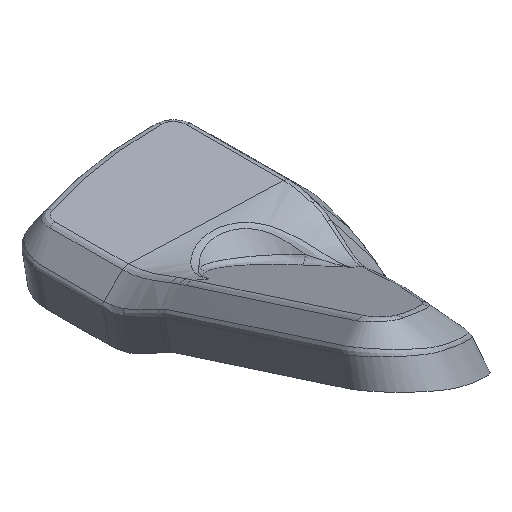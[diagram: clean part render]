
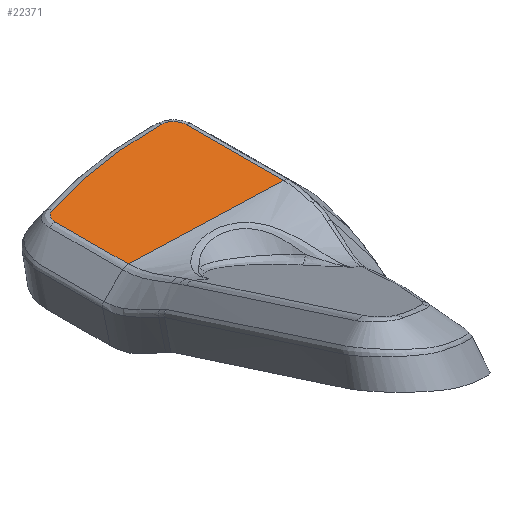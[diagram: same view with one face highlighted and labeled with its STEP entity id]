
A CAD part, isometric view. The second image highlights one B-rep face of the part: STEP entity #22371.
In plain terms, the highlighted planar face has unit normal (0, 0, 1).
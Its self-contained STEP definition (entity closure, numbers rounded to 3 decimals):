
#19746 = VERTEX_POINT('',#19747);
#19747 = CARTESIAN_POINT('',(50.497,-31.277,
    7.979));
#19783 = VERTEX_POINT('',#19784);
#19784 = CARTESIAN_POINT('',(50.315,32.56,
    7.979));
#19791 = EDGE_CURVE('',#19783,#19746,#19792,.T.);
#19792 = B_SPLINE_CURVE_WITH_KNOTS('',3,(#19793,#19794,#19795,#19796,
    #19797,#19798,#19799,#19800,#19801,#19802,#19803),.UNSPECIFIED.,.F.,
  .F.,(4,2,1,1,1,1,1,4),(0.,0.001,
    0.002,0.004,0.008,
    0.016,0.032,0.064),
  .UNSPECIFIED.);
#19793 = CARTESIAN_POINT('',(50.315,32.56,
    7.979));
#19794 = CARTESIAN_POINT('',(50.333,32.228,
    7.979));
#19795 = CARTESIAN_POINT('',(50.328,31.895,
    7.979));
#19796 = CARTESIAN_POINT('',(50.33,31.23,
    7.979));
#19797 = CARTESIAN_POINT('',(50.333,30.233,
    7.979));
#19798 = CARTESIAN_POINT('',(50.339,27.905,
    7.979));
#19799 = CARTESIAN_POINT('',(50.351,23.251,
    7.979));
#19800 = CARTESIAN_POINT('',(50.376,13.941,
    7.979));
#19801 = CARTESIAN_POINT('',(50.426,-4.678,
    7.979));
#19802 = CARTESIAN_POINT('',(50.468,-20.638,
    7.979));
#19803 = CARTESIAN_POINT('',(50.497,-31.277,
    7.979));
#19896 = VERTEX_POINT('',#19897);
#19897 = CARTESIAN_POINT('',(42.314,41.025,
    7.979));
#19904 = EDGE_CURVE('',#19896,#19783,#19905,.T.);
#19905 = B_SPLINE_CURVE_WITH_KNOTS('',3,(#19906,#19907,#19908,#19909,
    #19910,#19911,#19912,#19913,#19914,#19915,#19916,#19917,#19918,
    #19919,#19920,#19921,#19922,#19923,#19924,#19925),.UNSPECIFIED.,.F.,
  .F.,(4,2,2,2,2,2,2,2,2,4),(0.,0.001,
    0.002,0.003,0.005,
    0.006,0.008,0.01,
    0.011,0.013),.UNSPECIFIED.);
#19906 = CARTESIAN_POINT('',(42.314,41.025,
    7.979));
#19907 = CARTESIAN_POINT('',(42.584,41.022,
    7.979));
#19908 = CARTESIAN_POINT('',(42.855,41.006,
    7.979));
#19909 = CARTESIAN_POINT('',(43.388,40.938,
    7.979));
#19910 = CARTESIAN_POINT('',(43.651,40.89,
    7.979));
#19911 = CARTESIAN_POINT('',(44.427,40.703,
    7.979));
#19912 = CARTESIAN_POINT('',(44.929,40.525,
    7.979));
#19913 = CARTESIAN_POINT('',(45.903,40.063,
    7.979));
#19914 = CARTESIAN_POINT('',(46.36,39.786,
    7.979));
#19915 = CARTESIAN_POINT('',(47.208,39.15,
    7.979));
#19916 = CARTESIAN_POINT('',(47.602,38.789,
    7.979));
#19917 = CARTESIAN_POINT('',(48.322,37.987,
    7.979));
#19918 = CARTESIAN_POINT('',(48.638,37.558,
    7.979));
#19919 = CARTESIAN_POINT('',(49.19,36.652,
    7.979));
#19920 = CARTESIAN_POINT('',(49.428,36.174,
    7.979));
#19921 = CARTESIAN_POINT('',(49.827,35.174,
    7.979));
#19922 = CARTESIAN_POINT('',(49.983,34.664,
    7.979));
#19923 = CARTESIAN_POINT('',(50.213,33.627,
    7.979));
#19924 = CARTESIAN_POINT('',(50.287,33.099,
    7.979));
#19925 = CARTESIAN_POINT('',(50.315,32.56,
    7.979));
#20066 = VERTEX_POINT('',#20067);
#20067 = CARTESIAN_POINT('',(-42.705,28.112,
    7.979));
#20074 = EDGE_CURVE('',#20066,#19896,#20075,.T.);
#20075 = B_SPLINE_CURVE_WITH_KNOTS('',3,(#20076,#20077,#20078,#20079,
    #20080,#20081,#20082,#20083,#20084,#20085,#20086,#20087,#20088,
    #20089),.UNSPECIFIED.,.F.,.F.,(4,2,2,2,2,2,4),(0.,0.022
    ,0.043,0.054,0.059,
    0.065,0.086),.UNSPECIFIED.);
#20076 = CARTESIAN_POINT('',(-42.705,28.112,
    7.979));
#20077 = CARTESIAN_POINT('',(-35.835,30.322,
    7.979));
#20078 = CARTESIAN_POINT('',(-28.906,32.248,
    7.979));
#20079 = CARTESIAN_POINT('',(-14.929,35.541,
    7.979));
#20080 = CARTESIAN_POINT('',(-7.881,36.906,
    7.979));
#20081 = CARTESIAN_POINT('',(2.78,38.53,
    7.979));
#20082 = CARTESIAN_POINT('',(6.349,39.,
    7.979));
#20083 = CARTESIAN_POINT('',(11.725,39.598,
    7.979));
#20084 = CARTESIAN_POINT('',(13.52,39.779,
    7.979));
#20085 = CARTESIAN_POINT('',(17.112,40.105,
    7.979));
#20086 = CARTESIAN_POINT('',(18.908,40.25,
    7.979));
#20087 = CARTESIAN_POINT('',(27.895,40.884,
    7.979));
#20088 = CARTESIAN_POINT('',(35.098,41.1,
    7.979));
#20089 = CARTESIAN_POINT('',(42.314,41.025,
    7.979));
#20141 = VERTEX_POINT('',#20142);
#20142 = CARTESIAN_POINT('',(-48.473,20.127,
    7.979));
#20149 = EDGE_CURVE('',#20141,#20066,#20150,.T.);
#20150 = B_SPLINE_CURVE_WITH_KNOTS('',3,(#20151,#20152,#20153,#20154,
    #20155,#20156,#20157,#20158,#20159,#20160,#20161,#20162,#20163,
    #20164,#20165,#20166,#20167,#20168,#20169,#20170,#20171,#20172),
  .UNSPECIFIED.,.F.,.F.,(4,2,2,2,2,2,2,2,2,2,4),(0.,0.001,
    0.003,0.004,0.005,
    0.007,0.007,0.008,
    0.009,0.01,0.011),
  .UNSPECIFIED.);
#20151 = CARTESIAN_POINT('',(-48.473,20.127,
    7.979));
#20152 = CARTESIAN_POINT('',(-48.452,20.568,
    7.979));
#20153 = CARTESIAN_POINT('',(-48.401,21.003,
    7.979));
#20154 = CARTESIAN_POINT('',(-48.241,21.865,
    7.979));
#20155 = CARTESIAN_POINT('',(-48.131,22.293,
    7.979));
#20156 = CARTESIAN_POINT('',(-47.859,23.124,
    7.979));
#20157 = CARTESIAN_POINT('',(-47.695,23.528,
    7.979));
#20158 = CARTESIAN_POINT('',(-47.31,24.312,
    7.979));
#20159 = CARTESIAN_POINT('',(-47.086,24.694,
    7.979));
#20160 = CARTESIAN_POINT('',(-46.585,25.41,
    7.979));
#20161 = CARTESIAN_POINT('',(-46.309,25.746,
    7.979));
#20162 = CARTESIAN_POINT('',(-45.855,26.215,
    7.979));
#20163 = CARTESIAN_POINT('',(-45.697,26.365,
    7.979));
#20164 = CARTESIAN_POINT('',(-45.369,26.655,
    7.979));
#20165 = CARTESIAN_POINT('',(-45.197,26.794,
    7.979));
#20166 = CARTESIAN_POINT('',(-44.67,27.188,
    7.979));
#20167 = CARTESIAN_POINT('',(-44.302,27.419,
    7.979));
#20168 = CARTESIAN_POINT('',(-43.724,27.718,
    7.979));
#20169 = CARTESIAN_POINT('',(-43.527,27.809,
    7.979));
#20170 = CARTESIAN_POINT('',(-43.123,27.975,
    7.979));
#20171 = CARTESIAN_POINT('',(-42.915,28.045,
    7.979));
#20172 = CARTESIAN_POINT('',(-42.705,28.112,
    7.979));
#20321 = VERTEX_POINT('',#20322);
#20322 = CARTESIAN_POINT('',(-48.357,-27.644,
    7.979));
#20335 = EDGE_CURVE('',#20321,#20141,#20336,.T.);
#20336 = B_SPLINE_CURVE_WITH_KNOTS('',3,(#20337,#20338,#20339,#20340,
    #20341,#20342,#20343,#20344,#20345,#20346,#20347),.UNSPECIFIED.,.F.,
  .F.,(4,1,1,1,1,1,2,4),(0.,0.024,
    0.036,0.042,0.045,
    0.046,0.047,0.048),
  .UNSPECIFIED.);
#20337 = CARTESIAN_POINT('',(-48.357,-27.644,
    7.979));
#20338 = CARTESIAN_POINT('',(-48.378,-19.682,
    7.979));
#20339 = CARTESIAN_POINT('',(-48.41,-7.739,
    7.979));
#20340 = CARTESIAN_POINT('',(-48.447,6.194,
    7.979));
#20341 = CARTESIAN_POINT('',(-48.465,13.161,
    7.979));
#20342 = CARTESIAN_POINT('',(-48.475,16.644,
    7.979));
#20343 = CARTESIAN_POINT('',(-48.479,18.386,
    7.979));
#20344 = CARTESIAN_POINT('',(-48.481,19.132,
    7.979));
#20345 = CARTESIAN_POINT('',(-48.483,19.63,
    7.979));
#20346 = CARTESIAN_POINT('',(-48.485,19.879,
    7.979));
#20347 = CARTESIAN_POINT('',(-48.473,20.127,
    7.979));
#20560 = EDGE_CURVE('',#20561,#20321,#20563,.T.);
#20561 = VERTEX_POINT('',#20562);
#20562 = CARTESIAN_POINT('',(-48.359,-27.742,
    7.979));
#20563 = B_SPLINE_CURVE_WITH_KNOTS('',3,(#20564,#20565,#20566,#20567),
  .UNSPECIFIED.,.F.,.F.,(4,4),(0.,1.),.PIECEWISE_BEZIER_KNOTS.);
#20564 = CARTESIAN_POINT('',(-48.359,-27.742,
    7.979));
#20565 = CARTESIAN_POINT('',(-48.358,-27.709,
    7.979));
#20566 = CARTESIAN_POINT('',(-48.357,-27.676,
    7.979));
#20567 = CARTESIAN_POINT('',(-48.357,-27.644,
    7.979));
#21768 = EDGE_CURVE('',#20561,#19746,#21769,.T.);
#21769 = LINE('',#21770,#21771);
#21770 = CARTESIAN_POINT('',(-4.68,-29.304,
    7.979));
#21771 = VECTOR('',#21772,1.);
#21772 = DIRECTION('',(0.999,-0.036,
    0.));
#22371 = ADVANCED_FACE('',(#22372),#22381,.T.);
#22372 = FACE_BOUND('',#22373,.T.);
#22373 = EDGE_LOOP('',(#22374,#22375,#22376,#22377,#22378,#22379,#22380)
  );
#22374 = ORIENTED_EDGE('',*,*,#21768,.T.);
#22375 = ORIENTED_EDGE('',*,*,#19791,.F.);
#22376 = ORIENTED_EDGE('',*,*,#19904,.F.);
#22377 = ORIENTED_EDGE('',*,*,#20074,.F.);
#22378 = ORIENTED_EDGE('',*,*,#20149,.F.);
#22379 = ORIENTED_EDGE('',*,*,#20335,.F.);
#22380 = ORIENTED_EDGE('',*,*,#20560,.F.);
#22381 = PLANE('',#22382);
#22382 = AXIS2_PLACEMENT_3D('',#22383,#22384,#22385);
#22383 = CARTESIAN_POINT('',(56.745,-166.128,
    7.979));
#22384 = DIRECTION('',(0.,0.,1.));
#22385 = DIRECTION('',(0.123,0.992,0.)
  );
